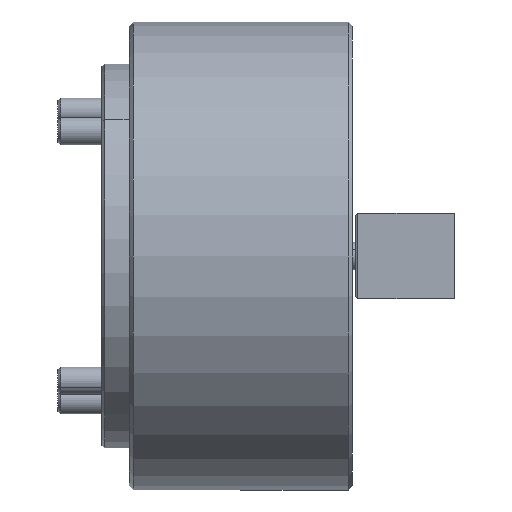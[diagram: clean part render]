
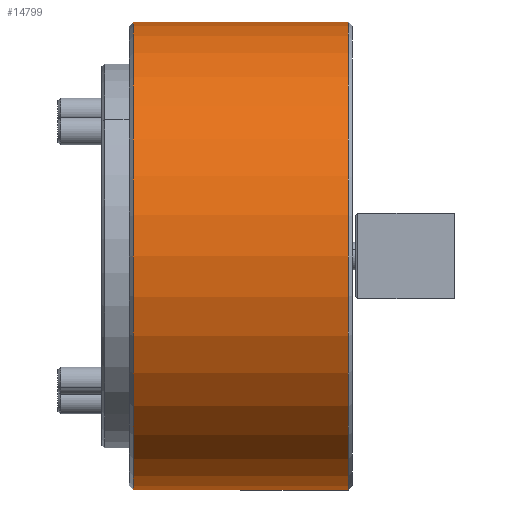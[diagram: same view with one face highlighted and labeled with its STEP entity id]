
A CAD part, front view. The second image highlights one B-rep face of the part: STEP entity #14799.
In plain terms, the highlighted cylindrical face has radius 85 mm (diameter 170 mm), a partial arc.
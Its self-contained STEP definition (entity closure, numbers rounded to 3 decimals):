
#127 = VERTEX_POINT ( 'NONE', #20122 ) ;
#228 = ORIENTED_EDGE ( 'NONE', *, *, #15934, .F. ) ;
#1248 = CIRCLE ( 'NONE', #6575, 85. ) ;
#1539 = CARTESIAN_POINT ( 'NONE',  ( -1.5, 0., 85. ) ) ;
#1878 = VECTOR ( 'NONE', #19269, 1000. ) ;
#2158 = CARTESIAN_POINT ( 'NONE',  ( -79.5, 0., 85. ) ) ;
#2737 = CYLINDRICAL_SURFACE ( 'NONE', #17223, 85. ) ;
#3211 = CARTESIAN_POINT ( 'NONE',  ( 0., 0., 0. ) ) ;
#3570 = VERTEX_POINT ( 'NONE', #2158 ) ;
#4330 = DIRECTION ( 'NONE',  ( 1., 0., 0. ) ) ;
#5769 = ORIENTED_EDGE ( 'NONE', *, *, #7196, .F. ) ;
#6575 = AXIS2_PLACEMENT_3D ( 'NONE', #17887, #7780, #19568 ) ;
#6667 = DIRECTION ( 'NONE',  ( 1., 0., 0. ) ) ;
#7196 = EDGE_CURVE ( 'NONE', #3570, #21651, #10837, .T. ) ;
#7727 = EDGE_CURVE ( 'NONE', #10271, #127, #10822, .T. ) ;
#7780 = DIRECTION ( 'NONE',  ( 1., 0., 0. ) ) ;
#9984 = DIRECTION ( 'NONE',  ( 1., 0., 0. ) ) ;
#10271 = VERTEX_POINT ( 'NONE', #11022 ) ;
#10292 = VECTOR ( 'NONE', #4330, 1000. ) ;
#10439 = EDGE_LOOP ( 'NONE', ( #5769, #18299, #11517, #228 ) ) ;
#10822 = LINE ( 'NONE', #14394, #10292 ) ;
#10837 = LINE ( 'NONE', #10876, #1878 ) ;
#10876 = CARTESIAN_POINT ( 'NONE',  ( 0., 0., 85. ) ) ;
#11022 = CARTESIAN_POINT ( 'NONE',  ( -79.5, 0., -85. ) ) ;
#11136 = CIRCLE ( 'NONE', #18480, 85. ) ;
#11517 = ORIENTED_EDGE ( 'NONE', *, *, #7727, .T. ) ;
#12901 = EDGE_CURVE ( 'NONE', #3570, #10271, #1248, .T. ) ;
#14394 = CARTESIAN_POINT ( 'NONE',  ( 0., 0., -85. ) ) ;
#14799 = ADVANCED_FACE ( 'NONE', ( #16202 ), #2737, .T. ) ;
#15934 = EDGE_CURVE ( 'NONE', #21651, #127, #11136, .T. ) ;
#16202 = FACE_OUTER_BOUND ( 'NONE', #10439, .T. ) ;
#16780 = CARTESIAN_POINT ( 'NONE',  ( -1.5, 0., 0. ) ) ;
#17223 = AXIS2_PLACEMENT_3D ( 'NONE', #3211, #9984, #20062 ) ;
#17887 = CARTESIAN_POINT ( 'NONE',  ( -79.5, 0., 0. ) ) ;
#18299 = ORIENTED_EDGE ( 'NONE', *, *, #12901, .T. ) ;
#18453 = DIRECTION ( 'NONE',  ( 0., 0., -1. ) ) ;
#18480 = AXIS2_PLACEMENT_3D ( 'NONE', #16780, #6667, #18453 ) ;
#19269 = DIRECTION ( 'NONE',  ( 1., 0., 0. ) ) ;
#19568 = DIRECTION ( 'NONE',  ( 0., 0., -1. ) ) ;
#20062 = DIRECTION ( 'NONE',  ( 0., 0., -1. ) ) ;
#20122 = CARTESIAN_POINT ( 'NONE',  ( -1.5, 0., -85. ) ) ;
#21651 = VERTEX_POINT ( 'NONE', #1539 ) ;
